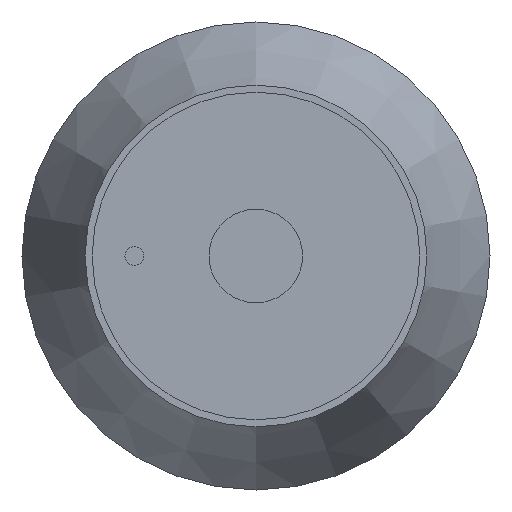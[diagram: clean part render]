
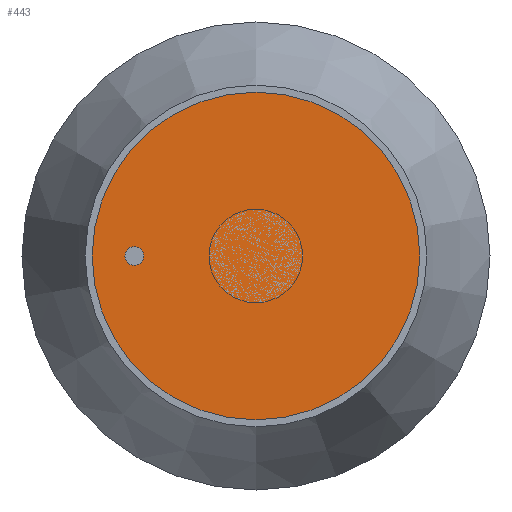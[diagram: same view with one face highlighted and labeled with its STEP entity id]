
A CAD part, left-side view. The second image highlights one B-rep face of the part: STEP entity #443.
In plain terms, the highlighted planar face has unit normal (-1, 0, 0).
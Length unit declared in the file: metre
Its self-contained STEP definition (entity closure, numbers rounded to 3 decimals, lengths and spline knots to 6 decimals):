
#365 = CYLINDRICAL_SURFACE('',#366,3500.);
#366 = AXIS2_PLACEMENT_3D('',#367,#368,#369);
#367 = CARTESIAN_POINT('',(-7000.,0.,0.));
#368 = DIRECTION('',(1.,0.,0.));
#369 = DIRECTION('',(0.,0.,1.));
#390 = VERTEX_POINT('',#391);
#391 = CARTESIAN_POINT('',(-7000.,0.,3500.));
#412 = EDGE_CURVE('',#390,#390,#413,.T.);
#413 = SURFACE_CURVE('',#414,(#419,#426),.PCURVE_S1.);
#414 = CIRCLE('',#415,3500.);
#415 = AXIS2_PLACEMENT_3D('',#416,#417,#418);
#416 = CARTESIAN_POINT('',(-7000.,0.,0.));
#417 = DIRECTION('',(1.,0.,-0.));
#418 = DIRECTION('',(0.,0.,1.));
#419 = PCURVE('',#365,#420);
#420 = DEFINITIONAL_REPRESENTATION('',(#421),#425);
#421 = LINE('',#422,#423);
#422 = CARTESIAN_POINT('',(0.,0.));
#423 = VECTOR('',#424,1.);
#424 = DIRECTION('',(1.,0.));
#425 = ( GEOMETRIC_REPRESENTATION_CONTEXT(2) 
PARAMETRIC_REPRESENTATION_CONTEXT() REPRESENTATION_CONTEXT('2D SPACE',''
  ) );
#426 = PCURVE('',#427,#432);
#427 = PLANE('',#428);
#428 = AXIS2_PLACEMENT_3D('',#429,#430,#431);
#429 = CARTESIAN_POINT('',(-7000.,0.,0.));
#430 = DIRECTION('',(1.,0.,0.));
#431 = DIRECTION('',(0.,0.,1.));
#432 = DEFINITIONAL_REPRESENTATION('',(#433),#437);
#433 = CIRCLE('',#434,3500.);
#434 = AXIS2_PLACEMENT_2D('',#435,#436);
#435 = CARTESIAN_POINT('',(0.,0.));
#436 = DIRECTION('',(1.,0.));
#437 = ( GEOMETRIC_REPRESENTATION_CONTEXT(2) 
PARAMETRIC_REPRESENTATION_CONTEXT() REPRESENTATION_CONTEXT('2D SPACE',''
  ) );
#443 = ADVANCED_FACE('',(#444),#427,.F.);
#444 = FACE_BOUND('',#445,.T.);
#445 = EDGE_LOOP('',(#446));
#446 = ORIENTED_EDGE('',*,*,#412,.F.);
